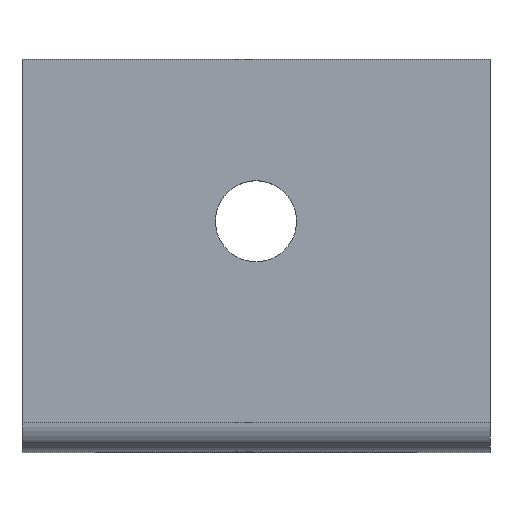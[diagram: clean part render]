
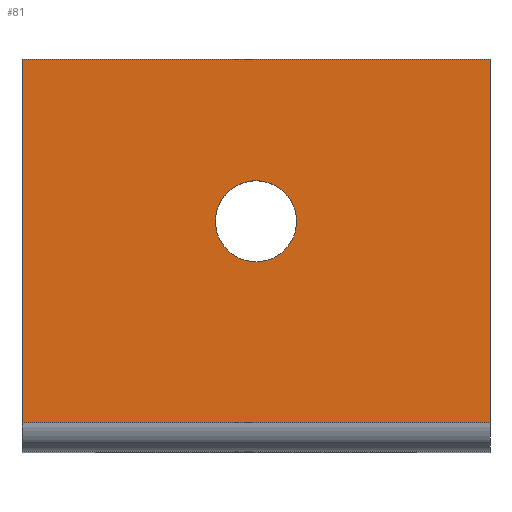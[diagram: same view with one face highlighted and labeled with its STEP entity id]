
A CAD part, top view. The second image highlights one B-rep face of the part: STEP entity #81.
In plain terms, the highlighted planar face has unit normal (0, 0, 1).
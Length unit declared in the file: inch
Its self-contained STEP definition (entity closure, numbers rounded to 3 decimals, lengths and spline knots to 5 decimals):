
#81=ADVANCED_FACE('',(#173,#174),#175,.T.);
#173=FACE_OUTER_BOUND('',#410,.T.);
#174=FACE_BOUND('',#411,.T.);
#175=PLANE('',#412);
#410=EDGE_LOOP('',(#688,#689,#690,#691));
#411=EDGE_LOOP('',(#692,#693,#694,#695));
#412=AXIS2_PLACEMENT_3D('',#696,#697,#698);
#688=ORIENTED_EDGE('',*,*,#906,.F.);
#689=ORIENTED_EDGE('',*,*,#839,.T.);
#690=ORIENTED_EDGE('',*,*,#907,.F.);
#691=ORIENTED_EDGE('',*,*,#886,.T.);
#692=ORIENTED_EDGE('',*,*,#898,.T.);
#693=ORIENTED_EDGE('',*,*,#845,.T.);
#694=ORIENTED_EDGE('',*,*,#908,.T.);
#695=ORIENTED_EDGE('',*,*,#860,.T.);
#696=CARTESIAN_POINT('',(0.,0.85633,2.68662));
#697=DIRECTION('',(0.0,0.0,1.0));
#698=DIRECTION('',(0.0,-1.0,0.0));
#839=EDGE_CURVE('',#962,#960,#963,.T.);
#845=EDGE_CURVE('',#972,#973,#974,.T.);
#860=EDGE_CURVE('',#999,#1000,#1001,.T.);
#886=EDGE_CURVE('',#1040,#1038,#1041,.T.);
#898=EDGE_CURVE('',#1000,#972,#1061,.T.);
#906=EDGE_CURVE('',#962,#1038,#1069,.T.);
#907=EDGE_CURVE('',#1040,#960,#1070,.T.);
#908=EDGE_CURVE('',#973,#999,#1071,.T.);
#960=VERTEX_POINT('',#1128);
#962=VERTEX_POINT('',#1131);
#963=LINE('',#1132,#1133);
#972=VERTEX_POINT('',#1143);
#973=VERTEX_POINT('',#1144);
#974=B_SPLINE_CURVE_WITH_KNOTS('',3,(#1145,#1146,#1147,#1148),.UNSPECIFIED.,.F.,.F.,(4,4),(-1.0,-0.0),.UNSPECIFIED.);
#999=VERTEX_POINT('',#1212);
#1000=VERTEX_POINT('',#1213);
#1001=B_SPLINE_CURVE_WITH_KNOTS('',3,(#1214,#1215,#1216,#1217),.UNSPECIFIED.,.F.,.F.,(4,4),(-1.0,-0.0),.UNSPECIFIED.);
#1038=VERTEX_POINT('',#1317);
#1040=VERTEX_POINT('',#1319);
#1041=LINE('',#1320,#1321);
#1061=B_SPLINE_CURVE_WITH_KNOTS('',3,(#1346,#1347,#1348,#1349),.UNSPECIFIED.,.F.,.F.,(4,4),(-1.0,-0.0),.UNSPECIFIED.);
#1069=LINE('',#1365,#1366);
#1070=LINE('',#1367,#1368);
#1071=B_SPLINE_CURVE_WITH_KNOTS('',3,(#1369,#1370,#1371,#1372),.UNSPECIFIED.,.F.,.F.,(4,4),(-1.0,-0.0),.UNSPECIFIED.);
#1128=CARTESIAN_POINT('',(1.625,1.53698,2.68662));
#1131=CARTESIAN_POINT('',(1.625,0.27569,2.68662));
#1132=CARTESIAN_POINT('',(1.625,1.53698,2.68662));
#1133=VECTOR('',#1457,1.0);
#1143=CARTESIAN_POINT('',(0.8125,1.11529,2.68662));
#1144=CARTESIAN_POINT('',(0.95312,0.97467,2.68662));
#1145=CARTESIAN_POINT('',(0.8125,1.11529,2.68662));
#1146=CARTESIAN_POINT('',(0.89016,1.11529,2.68662));
#1147=CARTESIAN_POINT('',(0.95312,1.05233,2.68662));
#1148=CARTESIAN_POINT('',(0.95312,0.97467,2.68662));
#1212=CARTESIAN_POINT('',(0.8125,0.83404,2.68662));
#1213=CARTESIAN_POINT('',(0.67187,0.97467,2.68662));
#1214=CARTESIAN_POINT('',(0.8125,0.83404,2.68662));
#1215=CARTESIAN_POINT('',(0.73484,0.83404,2.68662));
#1216=CARTESIAN_POINT('',(0.67187,0.89701,2.68662));
#1217=CARTESIAN_POINT('',(0.67187,0.97467,2.68662));
#1317=CARTESIAN_POINT('',(0.,0.27569,2.68662));
#1319=CARTESIAN_POINT('',(0.,1.53698,2.68662));
#1320=CARTESIAN_POINT('',(0.,1.53698,2.68662));
#1321=VECTOR('',#1493,1.0);
#1346=CARTESIAN_POINT('',(0.67187,0.97467,2.68662));
#1347=CARTESIAN_POINT('',(0.67187,1.05233,2.68662));
#1348=CARTESIAN_POINT('',(0.73484,1.11529,2.68662));
#1349=CARTESIAN_POINT('',(0.8125,1.11529,2.68662));
#1365=CARTESIAN_POINT('',(0.,0.27569,2.68662));
#1366=VECTOR('',#1516,1.0);
#1367=CARTESIAN_POINT('',(0.,1.53698,2.68662));
#1368=VECTOR('',#1517,1.0);
#1369=CARTESIAN_POINT('',(0.95312,0.97467,2.68662));
#1370=CARTESIAN_POINT('',(0.95312,0.89701,2.68662));
#1371=CARTESIAN_POINT('',(0.89016,0.83404,2.68662));
#1372=CARTESIAN_POINT('',(0.8125,0.83404,2.68662));
#1457=DIRECTION('',(0.0,1.0,0.0));
#1493=DIRECTION('',(0.0,-1.0,0.0));
#1516=DIRECTION('',(-1.0,-0.0,-0.0));
#1517=DIRECTION('',(1.0,0.0,0.0));
